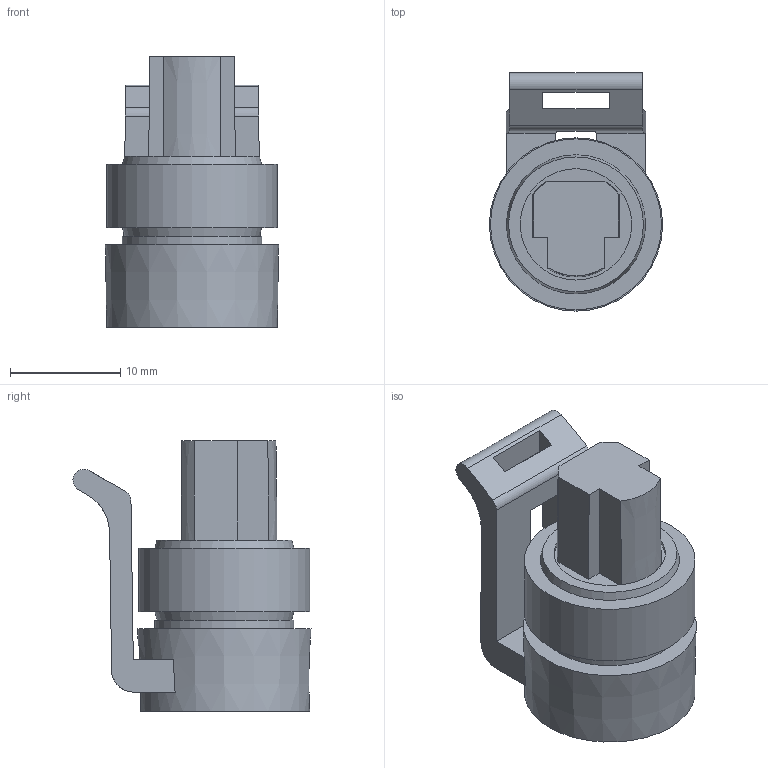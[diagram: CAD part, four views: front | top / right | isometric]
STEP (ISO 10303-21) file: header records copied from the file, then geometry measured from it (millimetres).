
FILE_DESCRIPTION(/* description */ (''),/* implementation_level */ '2;1');
FILE_NAME(/* name */ '12078090-ENV11_06-CONN.stp',/* time_stamp */ '2023-06-16T13:58:26+08:00',/* author */ (''),/* organization */ (''),/* preprocessor_version */ 'ST-DEVELOPER v16',/* originating_system */ 'SIEMENS PLM Software NX 11.0',/* authorisation */ '');
FILE_SCHEMA (('AUTOMOTIVE_DESIGN { 1 0 10303 214 3 1 1 1 }'));
Length unit declared in the file: millimetre
Products named in the file (1): 12078090-ENV11_06-CONN
Bounding box: 15.75 x 21.63 x 24.6 mm (x, y, z)
Volume: 3736 mm3; surface area: 2179.5 mm2
Topology: 1 solids, 1 shells, 47 faces, 121 edges, 81 vertices
Faces by surface type: plane 32, cone 8, cylinder 7
Full cylindrical faces by diameter (mm): 12.65 x1, 15.55 x1
Entity records: 1443 total; most frequent: CARTESIAN_POINT 283, DIRECTION 234, ORIENTED_EDGE 226, EDGE_CURVE 113, AXIS2_PLACEMENT_3D 85, VERTEX_POINT 79, LINE 64, VECTOR 64
